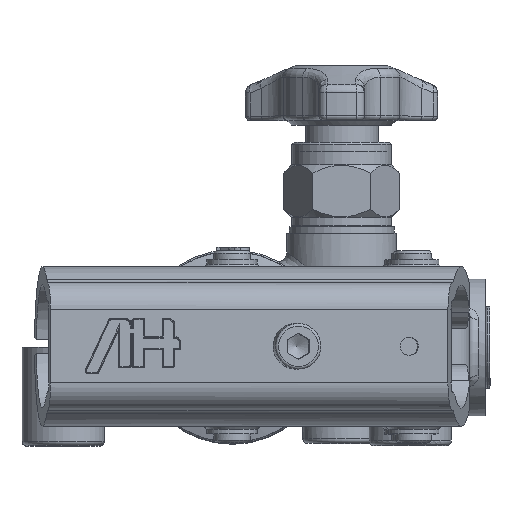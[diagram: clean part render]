
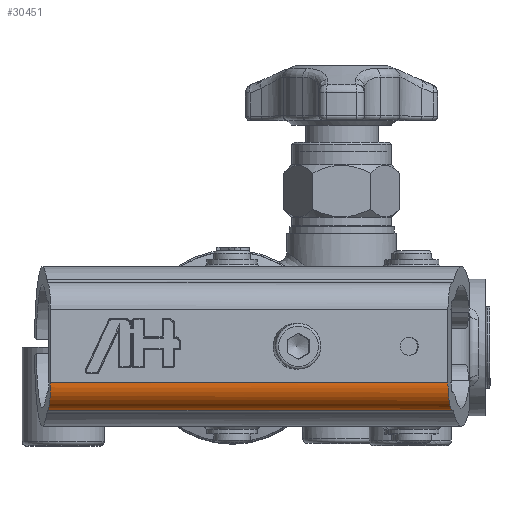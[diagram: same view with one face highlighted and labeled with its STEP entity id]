
A CAD part, top view. The second image highlights one B-rep face of the part: STEP entity #30451.
In plain terms, the highlighted cylindrical face has radius 6 mm (diameter 12 mm), a partial arc.
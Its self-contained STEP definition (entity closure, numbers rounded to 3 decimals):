
#27270=CARTESIAN_POINT('',(-39.767,-8.003,259.255));
#27271=VERTEX_POINT('',#27270);
#27278=CARTESIAN_POINT('',(47.293,-8.003,250.493));
#27279=VERTEX_POINT('',#27278);
#27280=CARTESIAN_POINT('',(47.293,-8.003,250.493));
#27281=DIRECTION('',(-0.995,0.,0.1));
#27282=VECTOR('',#27281,87.5);
#27283=LINE('',#27280,#27282);
#27284=EDGE_CURVE('',#27279,#27271,#27283,.T.);
#30356=CARTESIAN_POINT('',(-40.352,-14.001,253.439));
#30357=VERTEX_POINT('',#30356);
#30365=CARTESIAN_POINT('',(-40.368,-8.003,253.285));
#30366=DIRECTION('',(0.995,0.,-0.1));
#30367=DIRECTION('',(-0.1,0.,-0.995));
#30368=AXIS2_PLACEMENT_3D('',#30365,#30366,#30367);
#30369=CIRCLE('',#30368,6.);
#30370=EDGE_CURVE('',#27271,#30357,#30369,.T.);
#30427=CARTESIAN_POINT('',(54.155,-8.003,243.772));
#30428=DIRECTION('',(-0.995,0.,0.1));
#30429=DIRECTION('',(-0.1,0.,-0.995));
#30430=AXIS2_PLACEMENT_3D('',#30427,#30428,#30429);
#30431=CYLINDRICAL_SURFACE('',#30430,6.);
#30432=ORIENTED_EDGE('',*,*,#30370,.T.);
#30433=CARTESIAN_POINT('',(48.266,-14.001,244.52));
#30434=VERTEX_POINT('',#30433);
#30435=CARTESIAN_POINT('',(48.266,-14.001,244.52));
#30436=DIRECTION('',(-0.995,0.,0.1));
#30437=VECTOR('',#30436,89.066);
#30438=LINE('',#30435,#30437);
#30439=EDGE_CURVE('',#30434,#30357,#30438,.T.);
#30440=ORIENTED_EDGE('',*,*,#30439,.F.);
#30441=CARTESIAN_POINT('',(48.292,-8.003,244.362));
#30442=DIRECTION('',(-0.987,0.,-0.161));
#30443=DIRECTION('',(0.161,0.,-0.987));
#30444=AXIS2_PLACEMENT_3D('',#30441,#30442,#30443);
#30445=ELLIPSE('',#30444,6.212,6.);
#30446=EDGE_CURVE('',#30434,#27279,#30445,.T.);
#30447=ORIENTED_EDGE('',*,*,#30446,.T.);
#30448=ORIENTED_EDGE('',*,*,#27284,.T.);
#30449=EDGE_LOOP('',(#30432,#30440,#30447,#30448));
#30450=FACE_OUTER_BOUND('',#30449,.T.);
#30451=ADVANCED_FACE('',(#30450),#30431,.T.);
